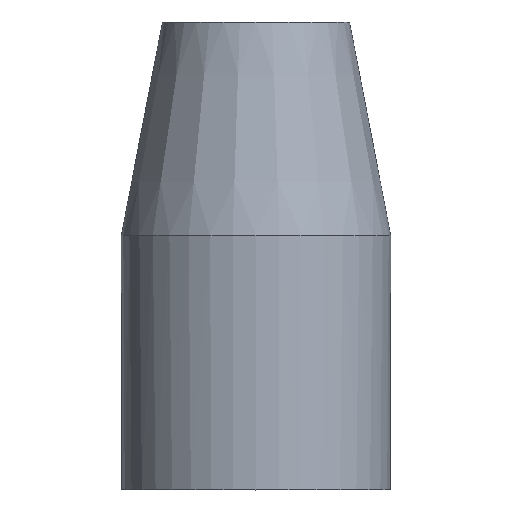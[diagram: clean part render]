
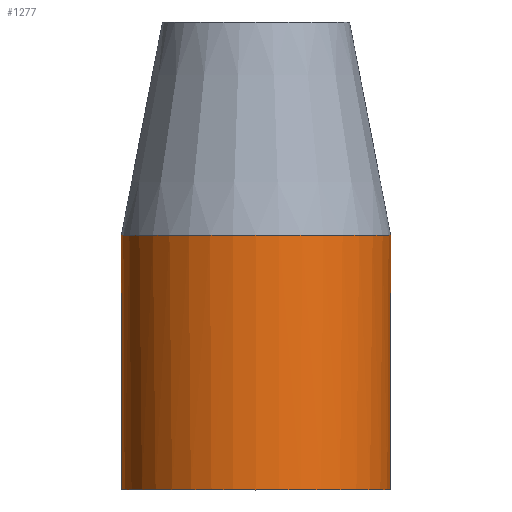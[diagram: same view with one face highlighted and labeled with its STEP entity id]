
A CAD part, top view. The second image highlights one B-rep face of the part: STEP entity #1277.
In plain terms, the highlighted cylindrical face has radius 3.6 mm (diameter 7.2 mm), a full revolution.
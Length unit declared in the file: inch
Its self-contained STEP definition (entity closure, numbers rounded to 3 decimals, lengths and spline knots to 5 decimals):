
#761=CARTESIAN_POINT('',(-0.14151,-0.28543,-0.00787));
#762=VERTEX_POINT('',#761);
#769=CARTESIAN_POINT('',(-0.14151,-0.49213,-0.00787));
#770=VERTEX_POINT('',#769);
#771=CARTESIAN_POINT('',(-0.14151,-0.49213,-0.00787));
#772=DIRECTION('',(0.0,1.0,0.0));
#773=VECTOR('',#772,0.20669);
#774=LINE('',#771,#773);
#775=EDGE_CURVE('',#770,#762,#774,.T.);
#808=CARTESIAN_POINT('',(-0.14151,-0.28543,0.00787));
#809=VERTEX_POINT('',#808);
#816=CARTESIAN_POINT('',(0.,-0.28543,0.0));
#817=DIRECTION('',(0.0,1.0,0.0));
#818=DIRECTION('',(1.0,0.0,0.0));
#819=AXIS2_PLACEMENT_3D('',#816,#817,#818);
#820=CIRCLE('',#819,0.14173);
#821=EDGE_CURVE('',#762,#809,#820,.T.);
#833=CARTESIAN_POINT('',(0.14151,-0.28543,-0.00787));
#834=VERTEX_POINT('',#833);
#841=CARTESIAN_POINT('',(0.14151,-0.28543,0.00787));
#842=VERTEX_POINT('',#841);
#843=CARTESIAN_POINT('',(0.,-0.28543,0.0));
#844=DIRECTION('',(0.0,1.0,0.0));
#845=DIRECTION('',(1.0,0.0,0.0));
#846=AXIS2_PLACEMENT_3D('',#843,#844,#845);
#847=CIRCLE('',#846,0.14173);
#848=EDGE_CURVE('',#842,#834,#847,.T.);
#881=CARTESIAN_POINT('',(-0.14151,-0.49213,0.00787));
#882=VERTEX_POINT('',#881);
#889=CARTESIAN_POINT('',(-0.14151,-0.28543,0.00787));
#890=DIRECTION('',(0.0,-1.0,0.0));
#891=VECTOR('',#890,0.20669);
#892=LINE('',#889,#891);
#893=EDGE_CURVE('',#809,#882,#892,.T.);
#906=CARTESIAN_POINT('',(0.14151,-0.49213,0.00787));
#907=VERTEX_POINT('',#906);
#908=CARTESIAN_POINT('',(0.14151,-0.49213,0.00787));
#909=DIRECTION('',(0.0,1.0,0.0));
#910=VECTOR('',#909,0.20669);
#911=LINE('',#908,#910);
#912=EDGE_CURVE('',#907,#842,#911,.T.);
#961=CARTESIAN_POINT('',(0.14151,-0.49213,-0.00787));
#962=VERTEX_POINT('',#961);
#969=CARTESIAN_POINT('',(0.14151,-0.28543,-0.00787));
#970=DIRECTION('',(0.0,-1.0,0.0));
#971=VECTOR('',#970,0.20669);
#972=LINE('',#969,#971);
#973=EDGE_CURVE('',#834,#962,#972,.T.);
#1044=CARTESIAN_POINT('',(0.,-0.49213,0.0));
#1045=DIRECTION('',(0.0,-1.0,0.0));
#1046=DIRECTION('',(1.0,0.0,0.0));
#1047=AXIS2_PLACEMENT_3D('',#1044,#1045,#1046);
#1048=CIRCLE('',#1047,0.14173);
#1049=EDGE_CURVE('',#907,#882,#1048,.T.);
#1099=CARTESIAN_POINT('',(0.,-0.49213,0.0));
#1100=DIRECTION('',(0.0,-1.0,0.0));
#1101=DIRECTION('',(1.0,0.0,0.0));
#1102=AXIS2_PLACEMENT_3D('',#1099,#1100,#1101);
#1103=CIRCLE('',#1102,0.14173);
#1104=EDGE_CURVE('',#770,#962,#1103,.T.);
#1236=CARTESIAN_POINT('',(0.14173,-0.22441,0.));
#1237=VERTEX_POINT('',#1236);
#1238=CARTESIAN_POINT('',(0.,-0.22441,0.0));
#1239=DIRECTION('',(0.0,-1.0,0.0));
#1240=DIRECTION('',(1.0,0.0,0.0));
#1241=AXIS2_PLACEMENT_3D('',#1238,#1239,#1240);
#1242=CIRCLE('',#1241,0.14173);
#1243=EDGE_CURVE('',#1237,#1237,#1242,.T.);
#1259=CARTESIAN_POINT('',(0.,-0.21102,0.0));
#1260=DIRECTION('',(0.0,-1.0,0.0));
#1261=DIRECTION('',(1.0,0.0,0.0));
#1262=AXIS2_PLACEMENT_3D('',#1259,#1260,#1261);
#1263=CYLINDRICAL_SURFACE('',#1262,0.14173);
#1264=ORIENTED_EDGE('',*,*,#848,.T.);
#1265=ORIENTED_EDGE('',*,*,#973,.T.);
#1266=ORIENTED_EDGE('',*,*,#1104,.F.);
#1267=ORIENTED_EDGE('',*,*,#775,.T.);
#1268=ORIENTED_EDGE('',*,*,#821,.T.);
#1269=ORIENTED_EDGE('',*,*,#893,.T.);
#1270=ORIENTED_EDGE('',*,*,#1049,.F.);
#1271=ORIENTED_EDGE('',*,*,#912,.T.);
#1272=EDGE_LOOP('',(#1264,#1265,#1266,#1267,#1268,#1269,#1270,#1271));
#1273=FACE_OUTER_BOUND('',#1272,.T.);
#1274=ORIENTED_EDGE('',*,*,#1243,.T.);
#1275=EDGE_LOOP('',(#1274));
#1276=FACE_BOUND('',#1275,.T.);
#1277=ADVANCED_FACE('',(#1273,#1276),#1263,.T.);
